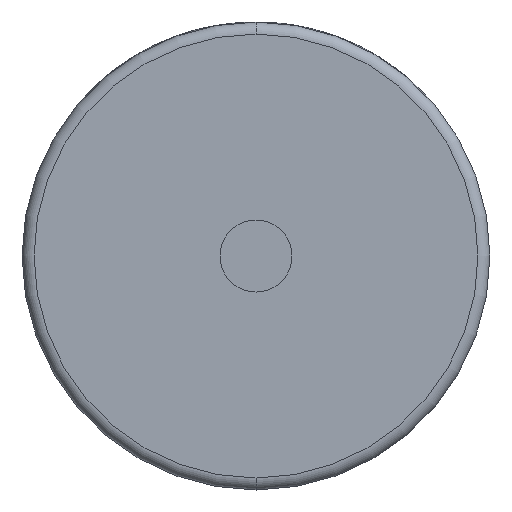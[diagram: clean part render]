
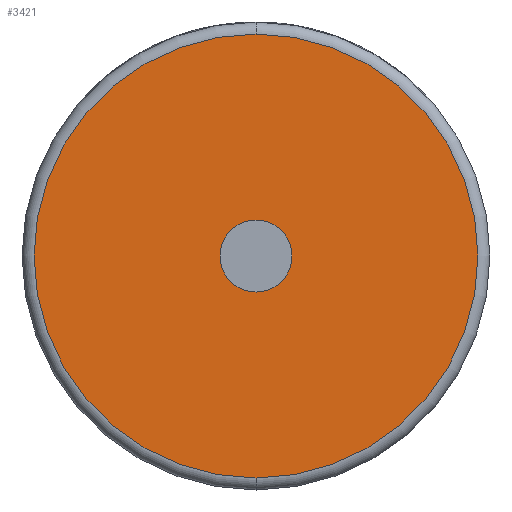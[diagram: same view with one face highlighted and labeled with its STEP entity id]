
A CAD part, front view. The second image highlights one B-rep face of the part: STEP entity #3421.
In plain terms, the highlighted planar face has unit normal (0, -1, 0).
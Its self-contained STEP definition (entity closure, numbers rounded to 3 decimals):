
#37 = DIRECTION ( 'NONE',  ( 0., -1., 0. ) ) ;
#115 = AXIS2_PLACEMENT_3D ( 'NONE', #169, #1858, #2521 ) ;
#169 = CARTESIAN_POINT ( 'NONE',  ( 0., 0., 0. ) ) ;
#295 = DIRECTION ( 'NONE',  ( 0., 0., 1. ) ) ;
#348 = ORIENTED_EDGE ( 'NONE', *, *, #504, .T. ) ;
#387 = VERTEX_POINT ( 'NONE', #3124 ) ;
#504 = EDGE_CURVE ( 'NONE', #1866, #2451, #1305, .T. ) ;
#517 = CIRCLE ( 'NONE', #115, 37. ) ;
#619 = EDGE_CURVE ( 'NONE', #2451, #1866, #517, .T. ) ;
#657 = CARTESIAN_POINT ( 'NONE',  ( 0., 0., 0. ) ) ;
#694 = DIRECTION ( 'NONE',  ( 0., 1., 0. ) ) ;
#968 = ORIENTED_EDGE ( 'NONE', *, *, #619, .T. ) ;
#993 = CIRCLE ( 'NONE', #1180, 6. ) ;
#1004 = ORIENTED_EDGE ( 'NONE', *, *, #3333, .F. ) ;
#1180 = AXIS2_PLACEMENT_3D ( 'NONE', #657, #4342, #295 ) ;
#1305 = CIRCLE ( 'NONE', #1897, 37. ) ;
#1395 = DIRECTION ( 'NONE',  ( 0., 0., 1. ) ) ;
#1775 = EDGE_LOOP ( 'NONE', ( #1004, #3437 ) ) ;
#1817 = DIRECTION ( 'NONE',  ( 0., -1., 0. ) ) ;
#1858 = DIRECTION ( 'NONE',  ( 0., -1., 0. ) ) ;
#1866 = VERTEX_POINT ( 'NONE', #2215 ) ;
#1897 = AXIS2_PLACEMENT_3D ( 'NONE', #2113, #1817, #2462 ) ;
#1999 = FACE_OUTER_BOUND ( 'NONE', #3670, .T. ) ;
#2056 = CARTESIAN_POINT ( 'NONE',  ( 0., 0., 0. ) ) ;
#2113 = CARTESIAN_POINT ( 'NONE',  ( 0., 0., 0. ) ) ;
#2215 = CARTESIAN_POINT ( 'NONE',  ( 0., 0., 37. ) ) ;
#2412 = VERTEX_POINT ( 'NONE', #2876 ) ;
#2451 = VERTEX_POINT ( 'NONE', #3623 ) ;
#2462 = DIRECTION ( 'NONE',  ( 0., 0., 1. ) ) ;
#2521 = DIRECTION ( 'NONE',  ( 0., 0., 1. ) ) ;
#2791 = DIRECTION ( 'NONE',  ( 0., 0., 1. ) ) ;
#2876 = CARTESIAN_POINT ( 'NONE',  ( 0., 0., 6. ) ) ;
#3082 = CARTESIAN_POINT ( 'NONE',  ( 0., 0., 0. ) ) ;
#3124 = CARTESIAN_POINT ( 'NONE',  ( 0., 0., -6. ) ) ;
#3333 = EDGE_CURVE ( 'NONE', #2412, #387, #993, .T. ) ;
#3421 = ADVANCED_FACE ( 'NONE', ( #1999, #3952 ), #4312, .F. ) ;
#3434 = EDGE_CURVE ( 'NONE', #387, #2412, #3858, .T. ) ;
#3437 = ORIENTED_EDGE ( 'NONE', *, *, #3434, .F. ) ;
#3623 = CARTESIAN_POINT ( 'NONE',  ( 0., 0., -37. ) ) ;
#3670 = EDGE_LOOP ( 'NONE', ( #348, #968 ) ) ;
#3858 = CIRCLE ( 'NONE', #3923, 6. ) ;
#3923 = AXIS2_PLACEMENT_3D ( 'NONE', #2056, #37, #2791 ) ;
#3952 = FACE_BOUND ( 'NONE', #1775, .T. ) ;
#4060 = AXIS2_PLACEMENT_3D ( 'NONE', #3082, #694, #1395 ) ;
#4312 = PLANE ( 'NONE',  #4060 ) ;
#4342 = DIRECTION ( 'NONE',  ( 0., -1., 0. ) ) ;
